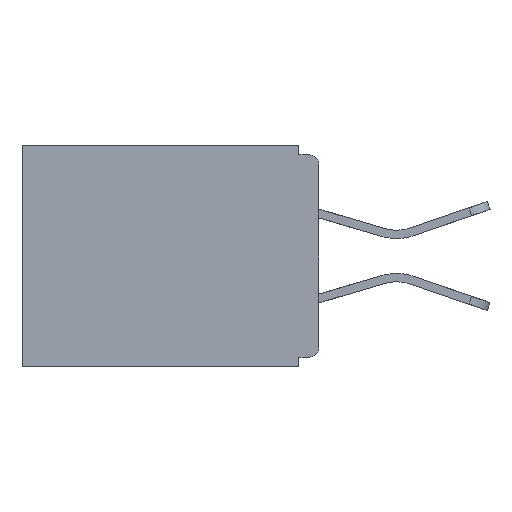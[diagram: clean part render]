
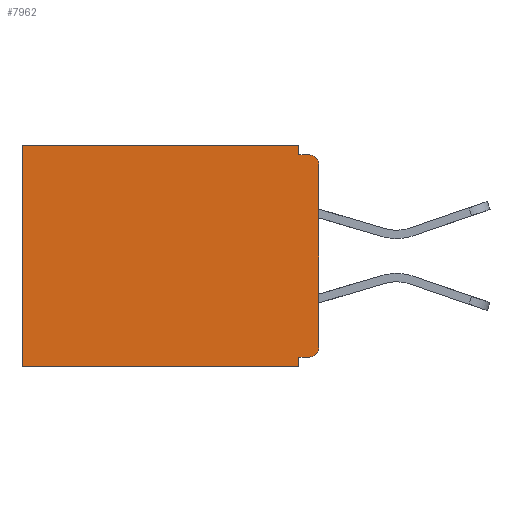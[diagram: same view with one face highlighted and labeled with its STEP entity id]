
A CAD part, left-side view. The second image highlights one B-rep face of the part: STEP entity #7962.
In plain terms, the highlighted planar face has unit normal (-1, 0, 0).
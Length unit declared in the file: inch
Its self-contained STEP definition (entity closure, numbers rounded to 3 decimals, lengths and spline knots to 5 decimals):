
#39 = VERTEX_POINT ( 'NONE', #14578 ) ;
#475 = EDGE_CURVE ( 'NONE', #6707, #10505, #1580, .T. ) ;
#769 = FACE_OUTER_BOUND ( 'NONE', #7921, .T. ) ;
#1092 = VERTEX_POINT ( 'NONE', #4183 ) ;
#1274 = CARTESIAN_POINT ( 'NONE',  ( 0.298, 0.031, -0.328 ) ) ;
#1283 = CARTESIAN_POINT ( 'NONE',  ( 0.298, 0.031, -0.343 ) ) ;
#1438 = EDGE_CURVE ( 'NONE', #39, #14532, #13592, .T. ) ;
#1468 = ORIENTED_EDGE ( 'NONE', *, *, #14387, .F. ) ;
#1509 = EDGE_CURVE ( 'NONE', #13835, #5446, #10300, .T. ) ;
#1580 = CIRCLE ( 'NONE', #6601, 0.015 ) ;
#1818 = CARTESIAN_POINT ( 'NONE',  ( 0.298, 0.031, -0.343 ) ) ;
#2013 = LINE ( 'NONE', #2337, #13330 ) ;
#2293 = EDGE_CURVE ( 'NONE', #5523, #1092, #12284, .T. ) ;
#2337 = CARTESIAN_POINT ( 'NONE',  ( 0.298, 0.46, 0. ) ) ;
#2663 = LINE ( 'NONE', #7411, #9817 ) ;
#2832 = VERTEX_POINT ( 'NONE', #11111 ) ;
#3005 = CARTESIAN_POINT ( 'NONE',  ( 0.298, 0., -0.328 ) ) ;
#3549 = CARTESIAN_POINT ( 'NONE',  ( 0.298, 0.46, -0.343 ) ) ;
#3827 = DIRECTION ( 'NONE',  ( 0., 0., -1. ) ) ;
#4183 = CARTESIAN_POINT ( 'NONE',  ( 0.298, 0.015, -0.015 ) ) ;
#4243 = ORIENTED_EDGE ( 'NONE', *, *, #10360, .F. ) ;
#4394 = DIRECTION ( 'NONE',  ( 0., 0., -1. ) ) ;
#4985 = DIRECTION ( 'NONE',  ( 0., -1., 0. ) ) ;
#5108 = CARTESIAN_POINT ( 'NONE',  ( 0.298, 0., 0. ) ) ;
#5176 = CARTESIAN_POINT ( 'NONE',  ( 0.298, 0., -0.015 ) ) ;
#5266 = ORIENTED_EDGE ( 'NONE', *, *, #2293, .T. ) ;
#5382 = ORIENTED_EDGE ( 'NONE', *, *, #8333, .T. ) ;
#5446 = VERTEX_POINT ( 'NONE', #1818 ) ;
#5523 = VERTEX_POINT ( 'NONE', #8742 ) ;
#5619 = ORIENTED_EDGE ( 'NONE', *, *, #1438, .F. ) ;
#5622 = LINE ( 'NONE', #8815, #7251 ) ;
#5820 = EDGE_CURVE ( 'NONE', #6707, #13835, #13236, .T. ) ;
#5908 = ORIENTED_EDGE ( 'NONE', *, *, #11404, .T. ) ;
#6601 = AXIS2_PLACEMENT_3D ( 'NONE', #7274, #10858, #3827 ) ;
#6707 = VERTEX_POINT ( 'NONE', #8590 ) ;
#6814 = ORIENTED_EDGE ( 'NONE', *, *, #12838, .F. ) ;
#7251 = VECTOR ( 'NONE', #11278, 39.37008 ) ;
#7274 = CARTESIAN_POINT ( 'NONE',  ( 0.298, 0.015, -0.313 ) ) ;
#7298 = VECTOR ( 'NONE', #9767, 39.37008 ) ;
#7383 = CARTESIAN_POINT ( 'NONE',  ( 0.298, 0.031, -0.343 ) ) ;
#7411 = CARTESIAN_POINT ( 'NONE',  ( 0.298, 0., -0.343 ) ) ;
#7451 = ORIENTED_EDGE ( 'NONE', *, *, #1509, .F. ) ;
#7686 = DIRECTION ( 'NONE',  ( -1., 0., 0. ) ) ;
#7687 = AXIS2_PLACEMENT_3D ( 'NONE', #12250, #7686, #12632 ) ;
#7921 = EDGE_LOOP ( 'NONE', ( #5266, #1468, #5619, #5908, #5382, #4243, #7451, #12383, #13534, #6814 ) ) ;
#7962 = ADVANCED_FACE ( 'NONE', ( #769 ), #13810, .F. ) ;
#8296 = VECTOR ( 'NONE', #9954, 39.37008 ) ;
#8333 = EDGE_CURVE ( 'NONE', #2832, #8514, #2013, .T. ) ;
#8503 = VECTOR ( 'NONE', #4985, 39.37008 ) ;
#8514 = VERTEX_POINT ( 'NONE', #3549 ) ;
#8590 = CARTESIAN_POINT ( 'NONE',  ( 0.298, 0.015, -0.328 ) ) ;
#8602 = DIRECTION ( 'NONE',  ( 0., 1., 0. ) ) ;
#8742 = CARTESIAN_POINT ( 'NONE',  ( 0.298, 0., -0.03 ) ) ;
#8815 = CARTESIAN_POINT ( 'NONE',  ( 0.298, 0., 0. ) ) ;
#9015 = CARTESIAN_POINT ( 'NONE',  ( 0.298, 0., -0.313 ) ) ;
#9059 = CARTESIAN_POINT ( 'NONE',  ( 0.298, 0., 0. ) ) ;
#9208 = VECTOR ( 'NONE', #13453, 39.37008 ) ;
#9767 = DIRECTION ( 'NONE',  ( 0., 1., 0. ) ) ;
#9771 = LINE ( 'NONE', #5176, #8503 ) ;
#9817 = VECTOR ( 'NONE', #8602, 39.37008 ) ;
#9954 = DIRECTION ( 'NONE',  ( 0., 0., -1. ) ) ;
#10101 = CARTESIAN_POINT ( 'NONE',  ( 0.298, 0.031, -0.015 ) ) ;
#10300 = LINE ( 'NONE', #1283, #15040 ) ;
#10360 = EDGE_CURVE ( 'NONE', #5446, #8514, #2663, .T. ) ;
#10377 = DIRECTION ( 'NONE',  ( 0., 0., -1. ) ) ;
#10505 = VERTEX_POINT ( 'NONE', #9015 ) ;
#10858 = DIRECTION ( 'NONE',  ( -1., 0., 0. ) ) ;
#11111 = CARTESIAN_POINT ( 'NONE',  ( 0.298, 0.46, 0. ) ) ;
#11278 = DIRECTION ( 'NONE',  ( 0., 0., -1. ) ) ;
#11404 = EDGE_CURVE ( 'NONE', #39, #2832, #14801, .T. ) ;
#11426 = DIRECTION ( 'NONE',  ( 1., 0., 0. ) ) ;
#12250 = CARTESIAN_POINT ( 'NONE',  ( 0.298, 0.015, -0.03 ) ) ;
#12284 = CIRCLE ( 'NONE', #7687, 0.015 ) ;
#12383 = ORIENTED_EDGE ( 'NONE', *, *, #5820, .F. ) ;
#12632 = DIRECTION ( 'NONE',  ( 0., 0., -1. ) ) ;
#12705 = DIRECTION ( 'NONE',  ( 0., 0., -1. ) ) ;
#12838 = EDGE_CURVE ( 'NONE', #5523, #10505, #5622, .T. ) ;
#13236 = LINE ( 'NONE', #3005, #9208 ) ;
#13330 = VECTOR ( 'NONE', #10377, 39.37008 ) ;
#13411 = AXIS2_PLACEMENT_3D ( 'NONE', #9059, #11426, #4394 ) ;
#13453 = DIRECTION ( 'NONE',  ( 0., 1., 0. ) ) ;
#13534 = ORIENTED_EDGE ( 'NONE', *, *, #475, .T. ) ;
#13592 = LINE ( 'NONE', #7383, #8296 ) ;
#13810 = PLANE ( 'NONE',  #13411 ) ;
#13835 = VERTEX_POINT ( 'NONE', #1274 ) ;
#14387 = EDGE_CURVE ( 'NONE', #14532, #1092, #9771, .T. ) ;
#14532 = VERTEX_POINT ( 'NONE', #10101 ) ;
#14578 = CARTESIAN_POINT ( 'NONE',  ( 0.298, 0.031, 0. ) ) ;
#14801 = LINE ( 'NONE', #5108, #7298 ) ;
#15040 = VECTOR ( 'NONE', #12705, 39.37008 ) ;
